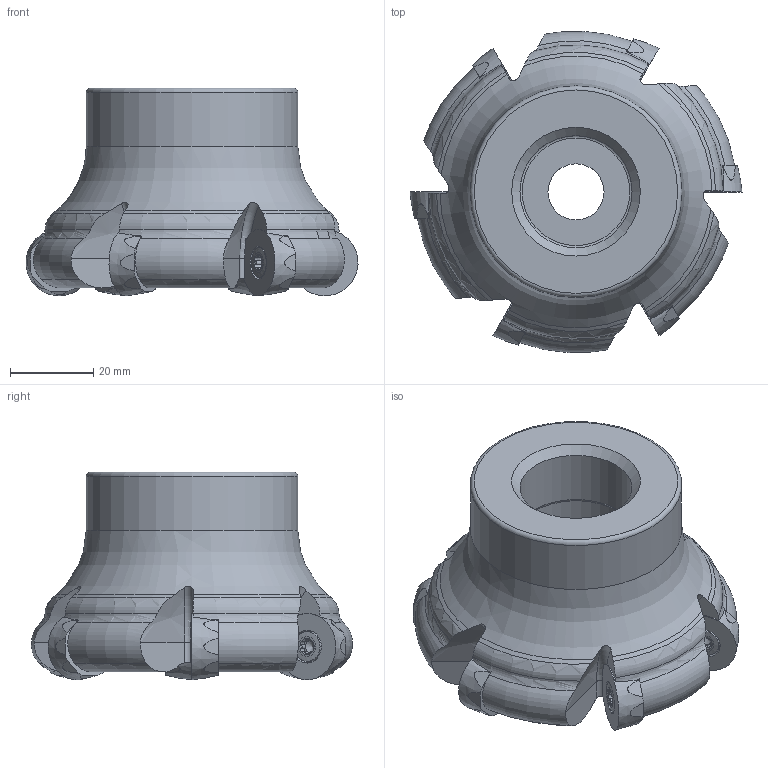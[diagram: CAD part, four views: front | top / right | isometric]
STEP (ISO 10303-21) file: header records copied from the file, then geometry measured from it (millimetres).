
FILE_DESCRIPTION(/* description */ (''),/* implementation_level */ '2;1');
FILE_NAME(/* name */ '1542870575260.stp',/* time_stamp */ '2018-11-22T12:39:52+05:00',/* author */ (''),/* organization */ ('SMS'),/* preprocessor_version */ 'ST-DEVELOPER v15',/* originating_system */ 'SIEMENS PLM Software NX 8.5',/* authorisation */ '');
FILE_SCHEMA (('AUTOMOTIVE_DESIGN { 1 0 10303 214 3 1 1 1 }'));
Length unit declared in the file: millimetre
Products named in the file (4): ASSEMBLY_CONSTRUCTION; 201856700mod000_00; 201897551mod000_00; 201902427mod000_00
Assembly tree (8 placements, depth 2):
  201902427mod000_00
    201897551mod000_00
    201856700mod000_00  x6
    ASSEMBLY_CONSTRUCTION
Bounding box: 79.98 x 77.36 x 50.01 mm (x, y, z)
Volume: 108883.7 mm3; surface area: 24950.2 mm2
Topology: 7 solids, 7 shells, 477 faces, 1233 edges, 801 vertices
Faces by surface type: plane 207, cone 89, extrusion 72, torus 62, cylinder 41, bspline 6
Full cylindrical faces by diameter (mm): 4.5 x6, 5 x6, 5.5 x6, 7.15 x6, 13.5 x1, 20 x1, 27.011 x1, 27.5 x1, 51 x1
Entity records: 16355 total; most frequent: CARTESIAN_POINT 6667, ORIENTED_EDGE 1946, DIRECTION 1914, EDGE_CURVE 973, AXIS2_PLACEMENT_3D 794, VERTEX_POINT 653, EDGE_LOOP 488, ADVANCED_FACE 407
